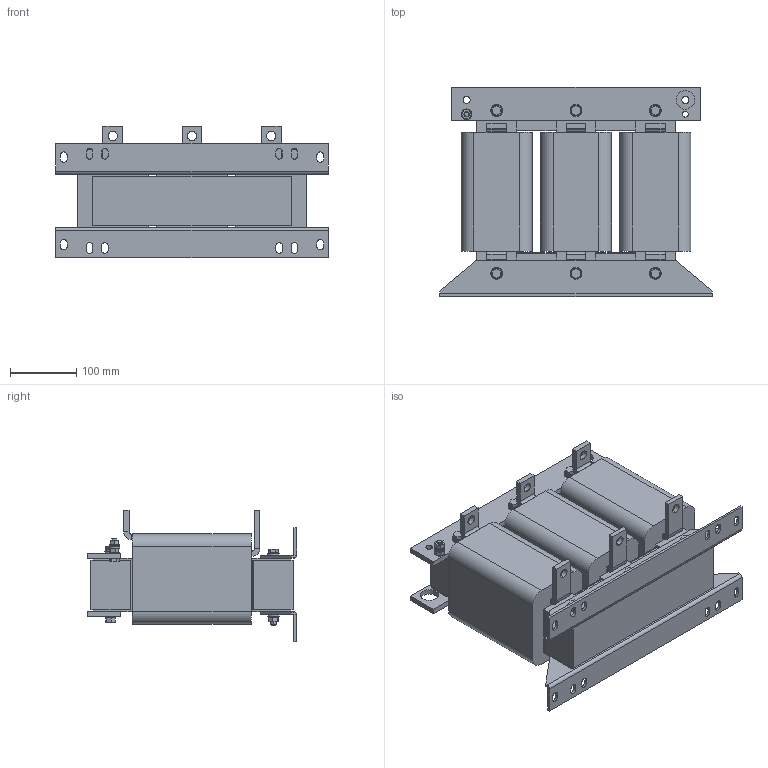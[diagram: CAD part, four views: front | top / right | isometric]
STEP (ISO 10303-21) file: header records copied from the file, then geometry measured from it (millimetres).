
FILE_DESCRIPTION (( 'STEP AP214' ), '1' );
FILE_NAME ('209968.STEP', '2020-05-28T23:33:06', ( '' ), ( '' ), 'SwSTEP 2.0', 'SolidWorks 2018', '' );
FILE_SCHEMA (( 'AUTOMOTIVE_DESIGN' ));
Length unit declared in the file: millimetre
Products named in the file (1): 209968
Bounding box: 412 x 316.5 x 199.5 mm (x, y, z)
Volume: 11348322.9 mm3; surface area: 679810.2 mm2
Topology: 1 solids, 1 shells, 549 faces, 1386 edges, 874 vertices
Faces by surface type: plane 391, cylinder 144, cone 14
Entity records: 16420 total; most frequent: DIRECTION 2816, CARTESIAN_POINT 2810, ORIENTED_EDGE 2772, EDGE_CURVE 1386, LINE 1056, VECTOR 1056, AXIS2_PLACEMENT_3D 880, VERTEX_POINT 874
